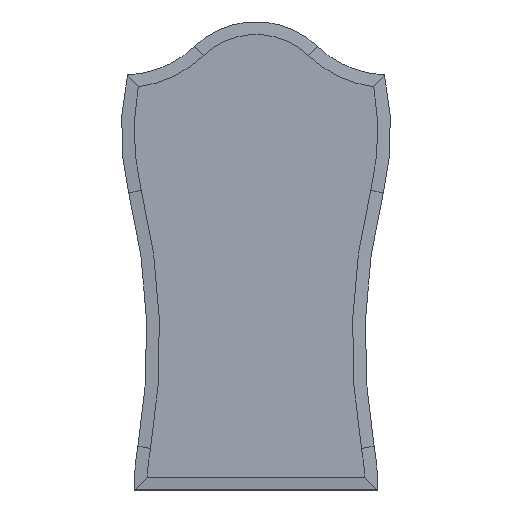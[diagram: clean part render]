
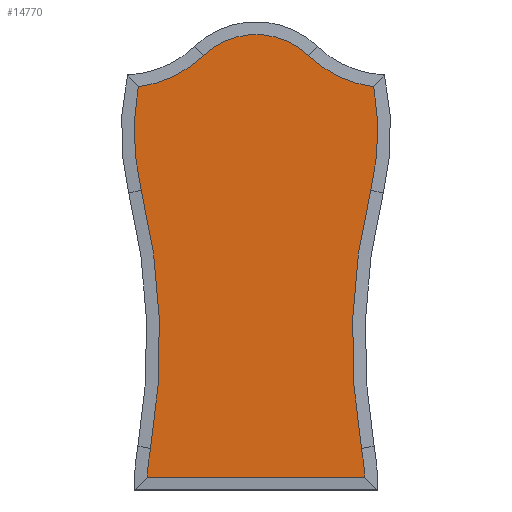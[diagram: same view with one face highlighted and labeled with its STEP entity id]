
A CAD part, top view. The second image highlights one B-rep face of the part: STEP entity #14770.
In plain terms, the highlighted planar face has unit normal (0, 0, 1).
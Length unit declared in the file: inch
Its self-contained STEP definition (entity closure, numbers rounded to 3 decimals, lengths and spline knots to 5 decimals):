
#1219=CARTESIAN_POINT('',(-10.5,-5.344,0.958));
#1220=DIRECTION('',(0.,0.,1.));
#1221=DIRECTION('',(0.999,0.053,0.));
#1222=AXIS2_PLACEMENT_3D('',#1219,#1220,#1221);
#1224=DIRECTION('',(1.,0.,0.));
#1225=VECTOR('',#1224,16.94733);
#1226=CARTESIAN_POINT('',(-8.47367,-4.344,0.958));
#1227=LINE('',#1226,#1225);
#1228=CARTESIAN_POINT('',(10.5,-5.344,0.958));
#1229=DIRECTION('',(0.,0.,1.));
#1230=DIRECTION('',(-0.985,0.17,0.));
#1231=AXIS2_PLACEMENT_3D('',#1228,#1229,#1230);
#1233=CARTESIAN_POINT('',(-56.51,6.246,0.958));
#1234=DIRECTION('',(0.,0.,-1.));
#1235=DIRECTION('',(0.971,0.24,0.));
#1236=AXIS2_PLACEMENT_3D('',#1233,#1234,#1235);
#1238=CARTESIAN_POINT('',(9.5,22.59678,0.958));
#1239=DIRECTION('',(0.,0.,1.));
#1240=DIRECTION('',(-0.983,0.183,0.));
#1241=AXIS2_PLACEMENT_3D('',#1238,#1239,#1240);
#1243=CARTESIAN_POINT('',(-10.33,35.00157,0.958));
#1244=DIRECTION('',(0.,0.,-1.));
#1245=DIRECTION('',(0.692,-0.722,0.));
#1246=AXIS2_PLACEMENT_3D('',#1243,#1244,#1245);
#1248=CARTESIAN_POINT('',(0.,24.236,0.958));
#1249=DIRECTION('',(0.,0.,1.));
#1250=DIRECTION('',(0.692,0.722,0.));
#1251=AXIS2_PLACEMENT_3D('',#1248,#1249,#1250);
#1253=CARTESIAN_POINT('',(10.33,35.00157,0.958));
#1254=DIRECTION('',(0.,0.,-1.));
#1255=DIRECTION('',(-0.128,-0.992,0.));
#1256=AXIS2_PLACEMENT_3D('',#1253,#1254,#1255);
#1258=CARTESIAN_POINT('',(-9.5,22.59678,0.958));
#1259=DIRECTION('',(0.,0.,1.));
#1260=DIRECTION('',(0.971,-0.24,0.));
#1261=AXIS2_PLACEMENT_3D('',#1258,#1259,#1260);
#1263=CARTESIAN_POINT('',(56.51,6.246,0.958));
#1264=DIRECTION('',(0.,0.,-1.));
#1265=DIRECTION('',(-0.985,-0.17,0.));
#1266=AXIS2_PLACEMENT_3D('',#1263,#1264,#1265);
#13495=CARTESIAN_POINT('',(8.47367,-4.344,0.958));
#13496=CARTESIAN_POINT('',(8.22203,-2.10585,0.958));
#13497=VERTEX_POINT('',#13495);
#13498=VERTEX_POINT('',#13496);
#13499=CARTESIAN_POINT('',(8.94264,18.02851,0.958));
#13500=VERTEX_POINT('',#13499);
#13501=CARTESIAN_POINT('',(9.17883,26.0755,0.958));
#13502=VERTEX_POINT('',#13501);
#13503=CARTESIAN_POINT('',(4.09877,28.50759,0.958));
#13504=VERTEX_POINT('',#13503);
#13505=CARTESIAN_POINT('',(-4.09877,28.50759,0.958));
#13506=VERTEX_POINT('',#13505);
#13507=CARTESIAN_POINT('',(-9.17883,26.0755,0.958));
#13508=VERTEX_POINT('',#13507);
#13509=CARTESIAN_POINT('',(-8.94264,18.02851,0.958));
#13510=VERTEX_POINT('',#13509);
#13511=CARTESIAN_POINT('',(-8.22203,-2.10585,0.958));
#13512=VERTEX_POINT('',#13511);
#13513=CARTESIAN_POINT('',(-8.47367,-4.344,0.958));
#13514=VERTEX_POINT('',#13513);
#14744=CARTESIAN_POINT('',(0.,-5.344,0.958));
#14745=DIRECTION('',(0.,0.,1.));
#14746=DIRECTION('',(1.,0.,0.));
#14747=AXIS2_PLACEMENT_3D('',#14744,#14745,#14746);
#14748=PLANE('',#14747);
#14750=ORIENTED_EDGE('',*,*,#14749,.F.);
#14752=ORIENTED_EDGE('',*,*,#14751,.F.);
#14754=ORIENTED_EDGE('',*,*,#14753,.F.);
#14756=ORIENTED_EDGE('',*,*,#14755,.F.);
#14758=ORIENTED_EDGE('',*,*,#14757,.F.);
#14760=ORIENTED_EDGE('',*,*,#14759,.F.);
#14761=ORIENTED_EDGE('',*,*,#14734,.F.);
#14763=ORIENTED_EDGE('',*,*,#14762,.F.);
#14765=ORIENTED_EDGE('',*,*,#14764,.F.);
#14767=ORIENTED_EDGE('',*,*,#14766,.F.);
#14768=EDGE_LOOP('',(#14750,#14752,#14754,#14756,#14758,#14760,#14761,#14763,
#14765,#14767));
#14769=FACE_OUTER_BOUND('',#14768,.F.);
#14770=ADVANCED_FACE('',(#14769),#14748,.T.);
#1223=CIRCLE('',#1222,19.);
#1232=CIRCLE('',#1231,19.);
#1237=CIRCLE('',#1236,49.00491);
#1242=CIRCLE('',#1241,19.);
#1247=CIRCLE('',#1246,9.);
#1252=CIRCLE('',#1251,5.92);
#1257=CIRCLE('',#1256,9.);
#1262=CIRCLE('',#1261,19.);
#1267=CIRCLE('',#1266,49.00491);
#14734=EDGE_CURVE('',#13504,#13506,#1252,.T.);
#14749=EDGE_CURVE('',#13497,#13498,#1223,.T.);
#14751=EDGE_CURVE('',#13514,#13497,#1227,.T.);
#14753=EDGE_CURVE('',#13512,#13514,#1232,.T.);
#14755=EDGE_CURVE('',#13510,#13512,#1237,.T.);
#14757=EDGE_CURVE('',#13508,#13510,#1242,.T.);
#14759=EDGE_CURVE('',#13506,#13508,#1247,.T.);
#14762=EDGE_CURVE('',#13502,#13504,#1257,.T.);
#14764=EDGE_CURVE('',#13500,#13502,#1262,.T.);
#14766=EDGE_CURVE('',#13498,#13500,#1267,.T.);
